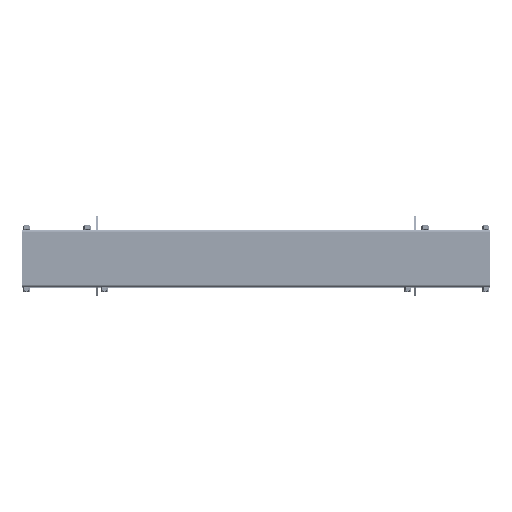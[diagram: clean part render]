
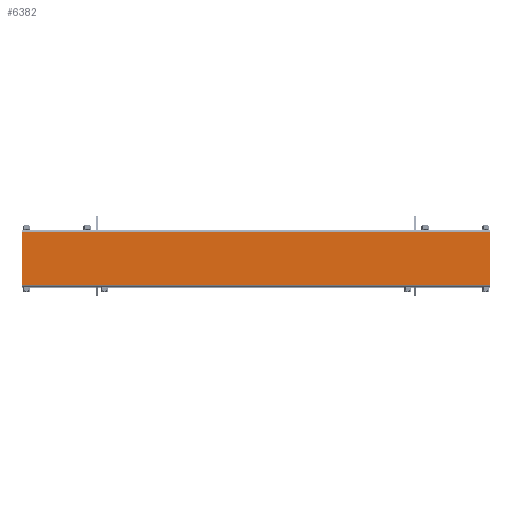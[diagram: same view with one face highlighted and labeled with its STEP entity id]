
A CAD part, top view. The second image highlights one B-rep face of the part: STEP entity #6382.
In plain terms, the highlighted face is planar.
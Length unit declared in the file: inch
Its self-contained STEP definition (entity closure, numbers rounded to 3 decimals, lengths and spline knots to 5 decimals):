
#3775 = DIRECTION ( 'NONE',  ( 0., 0., 1. ) ) ;
#4463 = VECTOR ( 'NONE', #28274, 39.37008 ) ;
#6382 = ADVANCED_FACE ( 'NONE', ( #19957 ), #9882, .T. ) ;
#9882 = PLANE ( 'NONE',  #23977 ) ;
#10508 = LINE ( 'NONE', #10947, #14355 ) ;
#10537 = EDGE_LOOP ( 'NONE', ( #37273, #40439, #37802, #19193 ) ) ;
#10584 = LINE ( 'NONE', #34719, #4463 ) ;
#10947 = CARTESIAN_POINT ( 'NONE',  ( 0., 0., -3.05 ) ) ;
#11756 = VECTOR ( 'NONE', #3775, 39.37008 ) ;
#11921 = VERTEX_POINT ( 'NONE', #22445 ) ;
#11948 = CARTESIAN_POINT ( 'NONE',  ( 29., 0., -0.03 ) ) ;
#12759 = CARTESIAN_POINT ( 'NONE',  ( 2., 0., -3.205 ) ) ;
#13385 = EDGE_CURVE ( 'NONE', #20631, #37068, #10584, .T. ) ;
#14273 = LINE ( 'NONE', #31490, #11756 ) ;
#14355 = VECTOR ( 'NONE', #23929, 39.37008 ) ;
#16239 = CARTESIAN_POINT ( 'NONE',  ( 2., 0., -0.03 ) ) ;
#17043 = DIRECTION ( 'NONE',  ( 0., 0., -1. ) ) ;
#17378 = EDGE_CURVE ( 'NONE', #37068, #30765, #29968, .T. ) ;
#19193 = ORIENTED_EDGE ( 'NONE', *, *, #13385, .T. ) ;
#19957 = FACE_OUTER_BOUND ( 'NONE', #10537, .T. ) ;
#20626 = CARTESIAN_POINT ( 'NONE',  ( 0., 0., -3.08 ) ) ;
#20631 = VERTEX_POINT ( 'NONE', #11948 ) ;
#22445 = CARTESIAN_POINT ( 'NONE',  ( 29., 0., -3.05 ) ) ;
#23929 = DIRECTION ( 'NONE',  ( 1., 0., 0. ) ) ;
#23970 = DIRECTION ( 'NONE',  ( 0., -1., 0. ) ) ;
#23977 = AXIS2_PLACEMENT_3D ( 'NONE', #20626, #23970, #17043 ) ;
#28274 = DIRECTION ( 'NONE',  ( -1., 0., 0. ) ) ;
#29968 = LINE ( 'NONE', #12759, #33408 ) ;
#30765 = VERTEX_POINT ( 'NONE', #41310 ) ;
#31490 = CARTESIAN_POINT ( 'NONE',  ( 29., 0., -3.205 ) ) ;
#33408 = VECTOR ( 'NONE', #40250, 39.37008 ) ;
#34719 = CARTESIAN_POINT ( 'NONE',  ( 31., 0., -0.03 ) ) ;
#34748 = EDGE_CURVE ( 'NONE', #30765, #11921, #10508, .T. ) ;
#37068 = VERTEX_POINT ( 'NONE', #16239 ) ;
#37273 = ORIENTED_EDGE ( 'NONE', *, *, #17378, .T. ) ;
#37802 = ORIENTED_EDGE ( 'NONE', *, *, #44150, .T. ) ;
#40250 = DIRECTION ( 'NONE',  ( 0., 0., -1. ) ) ;
#40439 = ORIENTED_EDGE ( 'NONE', *, *, #34748, .T. ) ;
#41310 = CARTESIAN_POINT ( 'NONE',  ( 2., 0., -3.05 ) ) ;
#44150 = EDGE_CURVE ( 'NONE', #11921, #20631, #14273, .T. ) ;
